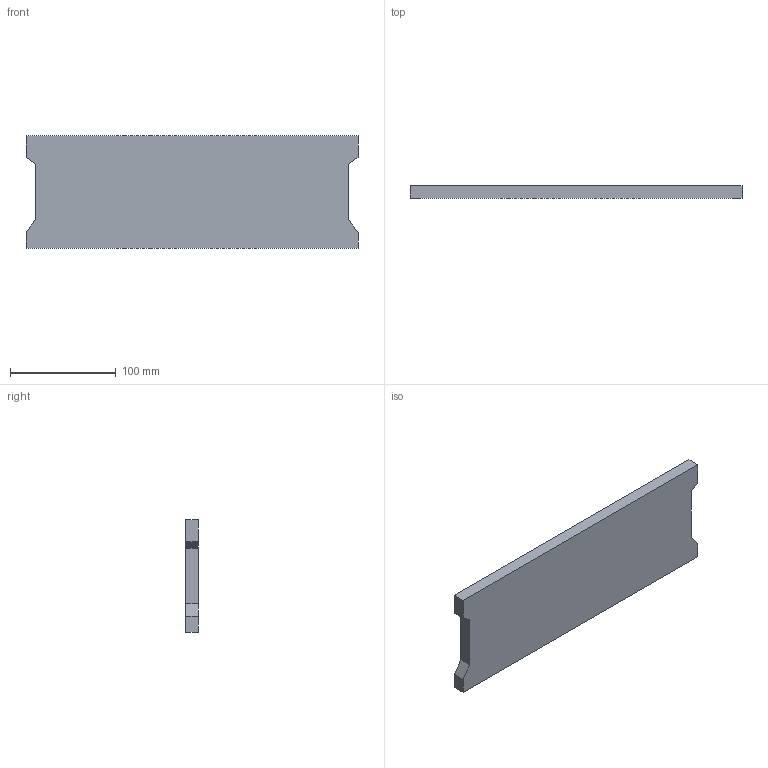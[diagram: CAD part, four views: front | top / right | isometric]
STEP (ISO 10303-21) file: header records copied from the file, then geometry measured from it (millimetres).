
FILE_DESCRIPTION (( 'STEP AP214' ), '1' );
FILE_NAME ('Stowe-Danger-Keyboard_Shell.STEP', '2026-01-26T22:12:32', ( '' ), ( '' ), 'SwSTEP 2.0', 'SolidWorks 2025', '' );
FILE_SCHEMA (( 'AUTOMOTIVE_DESIGN' ));
Length unit declared in the file: millimetre
Products named in the file (1): Stowe-Danger-Keyboard_Shell
Bounding box: 313.48 x 11.75 x 106.43 mm (x, y, z)
Volume: 114517.8 mm3; surface area: 82815.9 mm2
Topology: 1 solids, 1 shells, 39 faces, 96 edges, 64 vertices
Faces by surface type: plane 31, cylinder 8
Entity records: 1169 total; most frequent: CARTESIAN_POINT 200, ORIENTED_EDGE 192, DIRECTION 192, EDGE_CURVE 96, LINE 80, VECTOR 80, VERTEX_POINT 64, AXIS2_PLACEMENT_3D 56
